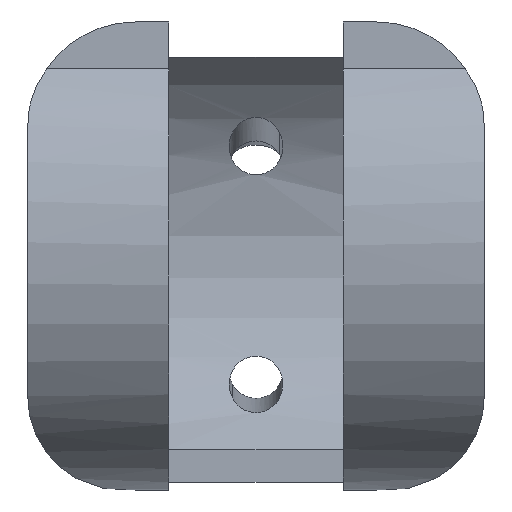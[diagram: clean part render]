
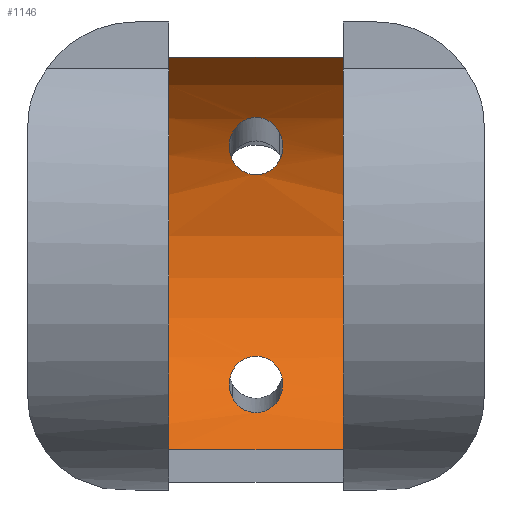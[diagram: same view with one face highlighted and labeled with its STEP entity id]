
A CAD part, front view. The second image highlights one B-rep face of the part: STEP entity #1146.
In plain terms, the highlighted cylindrical face has radius 9 mm (diameter 18 mm), a partial arc.
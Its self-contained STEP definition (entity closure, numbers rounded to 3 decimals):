
#98=CARTESIAN_POINT('Control Point',(-0.878,-7.912,3.454)) ;
#99=CARTESIAN_POINT('Control Point',(-0.997,-7.731,3.685)) ;
#100=CARTESIAN_POINT('Control Point',(-1.044,-7.542,3.946)) ;
#101=CARTESIAN_POINT('Control Point',(-1.025,-7.363,4.22)) ;
#102=CARTESIAN_POINT('Control Point',(-0.831,-7.104,4.67)) ;
#103=CARTESIAN_POINT('Control Point',(-0.399,-6.962,4.949)) ;
#104=CARTESIAN_POINT('Control Point',(-0.196,-6.93,5.016)) ;
#105=CARTESIAN_POINT('Control Point',(0.206,-6.923,5.028)) ;
#106=CARTESIAN_POINT('Control Point',(0.557,-7.01,4.857)) ;
#107=CARTESIAN_POINT('Control Point',(0.695,-7.07,4.74)) ;
#108=CARTESIAN_POINT('Control Point',(0.802,-7.144,4.605)) ;
#109=CARTESIAN_POINT('Control Point',(0.878,-7.229,4.461)) ;
#110=CARTESIAN_POINT('Vertex',(-0.878,-7.912,3.454)) ;
#112=CARTESIAN_POINT('Vertex',(0.878,-7.229,4.461)) ;
#322=CARTESIAN_POINT('Vertex',(-3.25,-9.52,16.14)) ;
#325=CARTESIAN_POINT('Line Origine',(0.,-9.52,16.14)) ;
#329=CARTESIAN_POINT('Vertex',(3.25,-9.52,16.14)) ;
#529=CARTESIAN_POINT('Vertex',(-3.25,-10.,1.517)) ;
#532=CARTESIAN_POINT('Axis2P3D Location',(-3.25,-15.,9.)) ;
#710=CARTESIAN_POINT('Vertex',(3.25,-10.,1.517)) ;
#713=CARTESIAN_POINT('Line Origine',(0.,-10.,1.517)) ;
#790=CARTESIAN_POINT('Control Point',(0.878,-7.115,13.339)) ;
#791=CARTESIAN_POINT('Control Point',(0.818,-7.18,13.457)) ;
#792=CARTESIAN_POINT('Control Point',(0.74,-7.243,13.567)) ;
#793=CARTESIAN_POINT('Control Point',(0.645,-7.303,13.666)) ;
#794=CARTESIAN_POINT('Control Point',(0.464,-7.387,13.8)) ;
#795=CARTESIAN_POINT('Control Point',(0.245,-7.436,13.878)) ;
#796=CARTESIAN_POINT('Control Point',(0.159,-7.449,13.898)) ;
#797=CARTESIAN_POINT('Control Point',(-0.038,-7.462,13.918)) ;
#798=CARTESIAN_POINT('Control Point',(-0.234,-7.441,13.885)) ;
#799=CARTESIAN_POINT('Control Point',(-0.337,-7.419,13.851)) ;
#800=CARTESIAN_POINT('Control Point',(-0.557,-7.35,13.742)) ;
#801=CARTESIAN_POINT('Control Point',(-0.729,-7.251,13.58)) ;
#802=CARTESIAN_POINT('Control Point',(-0.81,-7.19,13.475)) ;
#803=CARTESIAN_POINT('Control Point',(-0.968,-7.033,13.196)) ;
#804=CARTESIAN_POINT('Control Point',(-1.022,-6.874,12.878)) ;
#805=CARTESIAN_POINT('Control Point',(-1.017,-6.784,12.683)) ;
#806=CARTESIAN_POINT('Control Point',(-0.968,-6.702,12.49)) ;
#807=CARTESIAN_POINT('Control Point',(-0.878,-6.632,12.314)) ;
#808=CARTESIAN_POINT('Vertex',(0.878,-7.115,13.339)) ;
#810=CARTESIAN_POINT('Vertex',(-0.878,-6.632,12.314)) ;
#883=CARTESIAN_POINT('Control Point',(0.878,-7.115,13.339)) ;
#884=CARTESIAN_POINT('Control Point',(0.939,-7.048,13.218)) ;
#885=CARTESIAN_POINT('Control Point',(0.981,-6.98,13.089)) ;
#886=CARTESIAN_POINT('Control Point',(1.005,-6.913,12.954)) ;
#887=CARTESIAN_POINT('Control Point',(1.013,-6.755,12.62)) ;
#888=CARTESIAN_POINT('Control Point',(0.898,-6.62,12.292)) ;
#889=CARTESIAN_POINT('Control Point',(0.785,-6.553,12.112)) ;
#890=CARTESIAN_POINT('Control Point',(0.527,-6.471,11.877)) ;
#891=CARTESIAN_POINT('Control Point',(0.194,-6.437,11.771)) ;
#892=CARTESIAN_POINT('Control Point',(0.062,-6.431,11.753)) ;
#893=CARTESIAN_POINT('Control Point',(-0.256,-6.436,11.766)) ;
#894=CARTESIAN_POINT('Control Point',(-0.545,-6.481,11.904)) ;
#895=CARTESIAN_POINT('Control Point',(-0.688,-6.52,12.021)) ;
#896=CARTESIAN_POINT('Control Point',(-0.799,-6.572,12.161)) ;
#897=CARTESIAN_POINT('Control Point',(-0.878,-6.632,12.314)) ;
#1008=CARTESIAN_POINT('Axis2P3D Location',(3.25,-15.,9.)) ;
#1107=CARTESIAN_POINT('Axis2P3D Location',(0.,-15.,9.)) ;
#1119=CARTESIAN_POINT('Control Point',(-0.878,-7.912,3.454)) ;
#1120=CARTESIAN_POINT('Control Point',(-0.818,-8.002,3.339)) ;
#1121=CARTESIAN_POINT('Control Point',(-0.741,-8.089,3.232)) ;
#1122=CARTESIAN_POINT('Control Point',(-0.647,-8.172,3.134)) ;
#1123=CARTESIAN_POINT('Control Point',(-0.465,-8.289,3.002)) ;
#1124=CARTESIAN_POINT('Control Point',(-0.239,-8.359,2.925)) ;
#1125=CARTESIAN_POINT('Control Point',(-0.151,-8.377,2.906)) ;
#1126=CARTESIAN_POINT('Control Point',(0.05,-8.393,2.889)) ;
#1127=CARTESIAN_POINT('Control Point',(0.248,-8.36,2.924)) ;
#1128=CARTESIAN_POINT('Control Point',(0.35,-8.328,2.959)) ;
#1129=CARTESIAN_POINT('Control Point',(0.57,-8.23,3.068)) ;
#1130=CARTESIAN_POINT('Control Point',(0.736,-8.094,3.226)) ;
#1131=CARTESIAN_POINT('Control Point',(0.815,-8.01,3.328)) ;
#1132=CARTESIAN_POINT('Control Point',(0.969,-7.795,3.599)) ;
#1133=CARTESIAN_POINT('Control Point',(1.021,-7.575,3.906)) ;
#1134=CARTESIAN_POINT('Control Point',(1.017,-7.449,4.095)) ;
#1135=CARTESIAN_POINT('Control Point',(0.97,-7.331,4.285)) ;
#1136=CARTESIAN_POINT('Control Point',(0.878,-7.229,4.461)) ;
#326=DIRECTION('Vector Direction',(1.,0.,0.)) ;
#533=DIRECTION('Axis2P3D Direction',(1.,0.,0.)) ;
#714=DIRECTION('Vector Direction',(-1.,0.,0.)) ;
#1009=DIRECTION('Axis2P3D Direction',(1.,0.,0.)) ;
#1108=DIRECTION('Axis2P3D Direction',(1.,0.,0.)) ;
#1109=DIRECTION('Axis2P3D XDirection',(0.,0.556,-0.831)) ;
#534=AXIS2_PLACEMENT_3D('Circle Axis2P3D',#532,#533,$) ;
#1010=AXIS2_PLACEMENT_3D('Circle Axis2P3D',#1008,#1009,$) ;
#1110=AXIS2_PLACEMENT_3D('Cylinder Axis2P3D',#1107,#1108,#1109) ;
#1113=ORIENTED_EDGE('',*,*,#331,.F.) ;
#1114=ORIENTED_EDGE('',*,*,#536,.F.) ;
#1115=ORIENTED_EDGE('',*,*,#717,.F.) ;
#1116=ORIENTED_EDGE('',*,*,#1012,.T.) ;
#1139=ORIENTED_EDGE('',*,*,#1137,.F.) ;
#1140=ORIENTED_EDGE('',*,*,#114,.T.) ;
#1143=ORIENTED_EDGE('',*,*,#812,.F.) ;
#1144=ORIENTED_EDGE('',*,*,#898,.T.) ;
#1141=FACE_BOUND('',#1138,.T.) ;
#1145=FACE_BOUND('',#1142,.T.) ;
#327=VECTOR('Line Direction',#326,1.) ;
#715=VECTOR('Line Direction',#714,1.) ;
#1146=ADVANCED_FACE('PartBody',(#1117,#1141,#1145),#1111,.F.) ;
#97=B_SPLINE_CURVE_WITH_KNOTS('',5,(#98,#99,#100,#101,#102,#103,#104,#105,#106,#107,#108,#109),.UNSPECIFIED.,.F.,.U.,(6,3,3,6),(0.,2.239,3.674,4.975),.UNSPECIFIED.) ;
#789=B_SPLINE_CURVE_WITH_KNOTS('',5,(#790,#791,#792,#793,#794,#795,#796,#797,#798,#799,#800,#801,#802,#803,#804,#805,#806,#807),.UNSPECIFIED.,.F.,.U.,(6,3,3,3,3,6),(0.,1.043,1.667,2.434,3.452,4.936),.UNSPECIFIED.) ;
#882=B_SPLINE_CURVE_WITH_KNOTS('',5,(#883,#884,#885,#886,#887,#888,#889,#890,#891,#892,#893,#894,#895,#896,#897),.UNSPECIFIED.,.F.,.U.,(6,3,3,3,6),(0.,1.067,2.583,3.51,4.798),.UNSPECIFIED.) ;
#1118=B_SPLINE_CURVE_WITH_KNOTS('',5,(#1119,#1120,#1121,#1122,#1123,#1124,#1125,#1126,#1127,#1128,#1129,#1130,#1131,#1132,#1133,#1134,#1135,#1136),.UNSPECIFIED.,.F.,.U.,(6,3,3,3,3,6),(0.,1.113,1.748,2.526,3.602,5.181),.UNSPECIFIED.) ;
#535=CIRCLE('generated circle',#534,9.) ;
#1011=CIRCLE('generated circle',#1010,9.) ;
#1111=CYLINDRICAL_SURFACE('generated cylinder',#1110,9.) ;
#114=EDGE_CURVE('',#111,#113,#97,.T.) ;
#331=EDGE_CURVE('',#323,#330,#328,.T.) ;
#536=EDGE_CURVE('',#530,#323,#535,.T.) ;
#717=EDGE_CURVE('',#711,#530,#716,.T.) ;
#812=EDGE_CURVE('',#809,#811,#789,.T.) ;
#898=EDGE_CURVE('',#809,#811,#882,.T.) ;
#1012=EDGE_CURVE('',#711,#330,#1011,.T.) ;
#1137=EDGE_CURVE('',#111,#113,#1118,.T.) ;
#1112=EDGE_LOOP('',(#1113,#1114,#1115,#1116)) ;
#1138=EDGE_LOOP('',(#1139,#1140)) ;
#1142=EDGE_LOOP('',(#1143,#1144)) ;
#1117=FACE_OUTER_BOUND('',#1112,.T.) ;
#328=LINE('Line',#325,#327) ;
#716=LINE('Line',#713,#715) ;
#111=VERTEX_POINT('',#110) ;
#113=VERTEX_POINT('',#112) ;
#323=VERTEX_POINT('',#322) ;
#330=VERTEX_POINT('',#329) ;
#530=VERTEX_POINT('',#529) ;
#711=VERTEX_POINT('',#710) ;
#809=VERTEX_POINT('',#808) ;
#811=VERTEX_POINT('',#810) ;
